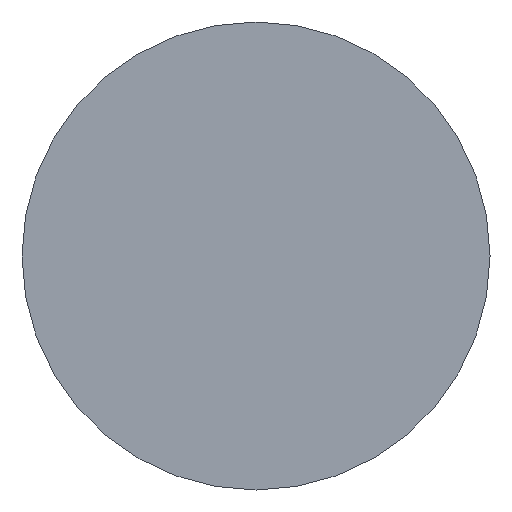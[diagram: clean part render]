
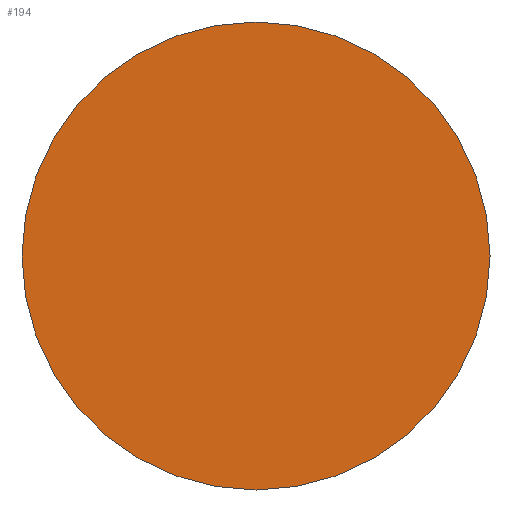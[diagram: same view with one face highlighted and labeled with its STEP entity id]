
A CAD part, front view. The second image highlights one B-rep face of the part: STEP entity #194.
In plain terms, the highlighted planar face has unit normal (0, -1, 0).
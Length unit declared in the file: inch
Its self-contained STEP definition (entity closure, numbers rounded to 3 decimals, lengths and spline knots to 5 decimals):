
#3 = ORIENTED_EDGE ( 'NONE', *, *, #227, .T. ) ;
#4 = FACE_OUTER_BOUND ( 'NONE', #91, .T. ) ;
#44 = ORIENTED_EDGE ( 'NONE', *, *, #243, .T. ) ;
#50 = DIRECTION ( 'NONE',  ( 0., -1., 0. ) ) ;
#51 = CIRCLE ( 'NONE', #226, 0.21875 ) ;
#89 = VERTEX_POINT ( 'NONE', #133 ) ;
#91 = EDGE_LOOP ( 'NONE', ( #44, #3 ) ) ;
#100 = PLANE ( 'NONE',  #126 ) ;
#106 = CARTESIAN_POINT ( 'NONE',  ( 0., 0., 0. ) ) ;
#126 = AXIS2_PLACEMENT_3D ( 'NONE', #106, #50, #239 ) ;
#133 = CARTESIAN_POINT ( 'NONE',  ( 0., 0., -0.21875 ) ) ;
#151 = DIRECTION ( 'NONE',  ( 0., 0., -1. ) ) ;
#194 = ADVANCED_FACE ( 'NONE', ( #4 ), #100, .T. ) ;
#195 = CIRCLE ( 'NONE', #240, 0.21875 ) ;
#198 = CARTESIAN_POINT ( 'NONE',  ( 0., 0., 0.21875 ) ) ;
#212 = CARTESIAN_POINT ( 'NONE',  ( 0., 0., 0. ) ) ;
#215 = DIRECTION ( 'NONE',  ( 0., -1., 0. ) ) ;
#226 = AXIS2_PLACEMENT_3D ( 'NONE', #212, #215, #257 ) ;
#227 = EDGE_CURVE ( 'NONE', #297, #89, #51, .T. ) ;
#232 = DIRECTION ( 'NONE',  ( 0., -1., 0. ) ) ;
#239 = DIRECTION ( 'NONE',  ( 0., 0., -1. ) ) ;
#240 = AXIS2_PLACEMENT_3D ( 'NONE', #305, #232, #151 ) ;
#243 = EDGE_CURVE ( 'NONE', #89, #297, #195, .T. ) ;
#257 = DIRECTION ( 'NONE',  ( 0., 0., -1. ) ) ;
#297 = VERTEX_POINT ( 'NONE', #198 ) ;
#305 = CARTESIAN_POINT ( 'NONE',  ( 0., 0., 0. ) ) ;
